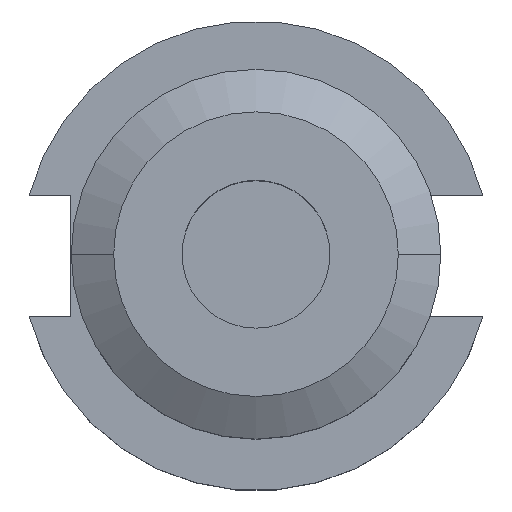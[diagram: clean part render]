
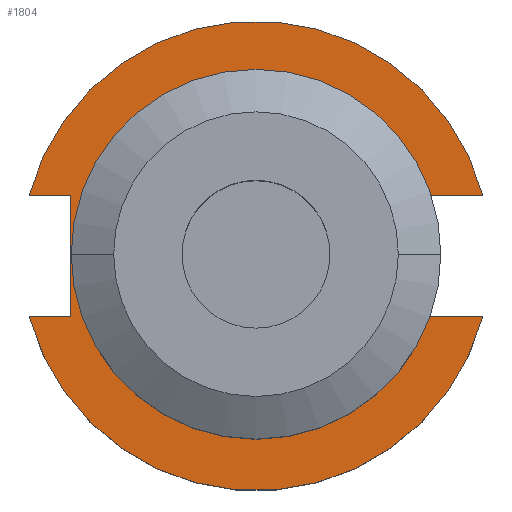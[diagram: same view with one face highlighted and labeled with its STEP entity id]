
A CAD part, top view. The second image highlights one B-rep face of the part: STEP entity #1804.
In plain terms, the highlighted planar face has unit normal (0, 0, 1).
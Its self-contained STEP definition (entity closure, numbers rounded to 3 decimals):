
#28 = CARTESIAN_POINT ( 'NONE',  ( 30.675, 8.191, 19.05 ) ) ;
#44 = EDGE_CURVE ( 'NONE', #1765, #861, #474, .T. ) ;
#57 = DIRECTION ( 'NONE',  ( 0., 0., -1. ) ) ;
#72 = DIRECTION ( 'NONE',  ( 0., 0., -1. ) ) ;
#87 = CARTESIAN_POINT ( 'NONE',  ( -25.091, -8.191, 19.05 ) ) ;
#139 = VERTEX_POINT ( 'NONE', #87 ) ;
#196 = EDGE_CURVE ( 'NONE', #489, #861, #1184, .T. ) ;
#240 = AXIS2_PLACEMENT_3D ( 'NONE', #1341, #630, #1626 ) ;
#249 = CARTESIAN_POINT ( 'NONE',  ( 30.675, -8.191, 19.05 ) ) ;
#253 = CARTESIAN_POINT ( 'NONE',  ( 0., 0., 19.05 ) ) ;
#258 = FACE_OUTER_BOUND ( 'NONE', #1003, .T. ) ;
#302 = ORIENTED_EDGE ( 'NONE', *, *, #44, .T. ) ;
#312 = VECTOR ( 'NONE', #1833, 1000. ) ;
#382 = CARTESIAN_POINT ( 'NONE',  ( 22.606, -4.373, 19.05 ) ) ;
#389 = EDGE_CURVE ( 'NONE', #489, #1108, #1667, .T. ) ;
#395 = PLANE ( 'NONE',  #1690 ) ;
#411 = ORIENTED_EDGE ( 'NONE', *, *, #529, .T. ) ;
#429 = CARTESIAN_POINT ( 'NONE',  ( -61.091, -8.191, 19.05 ) ) ;
#462 = ORIENTED_EDGE ( 'NONE', *, *, #1627, .T. ) ;
#474 = LINE ( 'NONE', #1305, #855 ) ;
#489 = VERTEX_POINT ( 'NONE', #28 ) ;
#493 = EDGE_CURVE ( 'NONE', #1108, #1082, #742, .T. ) ;
#494 = VECTOR ( 'NONE', #766, 1000. ) ;
#512 = DIRECTION ( 'NONE',  ( 0., 0., 1. ) ) ;
#520 = AXIS2_PLACEMENT_3D ( 'NONE', #1449, #57, #1605 ) ;
#526 = ORIENTED_EDGE ( 'NONE', *, *, #493, .T. ) ;
#529 = EDGE_CURVE ( 'NONE', #1082, #139, #1734, .T. ) ;
#531 = EDGE_CURVE ( 'NONE', #1695, #1765, #646, .T. ) ;
#534 = ORIENTED_EDGE ( 'NONE', *, *, #389, .T. ) ;
#585 = DIRECTION ( 'NONE',  ( 0., 1., 0. ) ) ;
#613 = EDGE_CURVE ( 'NONE', #860, #139, #947, .T. ) ;
#630 = DIRECTION ( 'NONE',  ( 0., 0., 1. ) ) ;
#633 = VERTEX_POINT ( 'NONE', #382 ) ;
#646 = CIRCLE ( 'NONE', #520, 23.025 ) ;
#668 = CARTESIAN_POINT ( 'NONE',  ( 0., 22.225, 19.05 ) ) ;
#670 = CARTESIAN_POINT ( 'NONE',  ( -25.091, 8.191, 19.05 ) ) ;
#708 = ORIENTED_EDGE ( 'NONE', *, *, #531, .T. ) ;
#735 = EDGE_CURVE ( 'NONE', #1048, #633, #1095, .T. ) ;
#742 = LINE ( 'NONE', #1480, #1832 ) ;
#744 = EDGE_CURVE ( 'NONE', #1048, #1282, #1469, .T. ) ;
#766 = DIRECTION ( 'NONE',  ( 1., 0., 0. ) ) ;
#808 = VECTOR ( 'NONE', #1728, 1000. ) ;
#846 = CARTESIAN_POINT ( 'NONE',  ( 0., -8.191, 19.05 ) ) ;
#852 = ORIENTED_EDGE ( 'NONE', *, *, #613, .F. ) ;
#855 = VECTOR ( 'NONE', #585, 1000. ) ;
#860 = VERTEX_POINT ( 'NONE', #1388 ) ;
#861 = VERTEX_POINT ( 'NONE', #1787 ) ;
#896 = CARTESIAN_POINT ( 'NONE',  ( 0., 8.191, 19.05 ) ) ;
#900 = CIRCLE ( 'NONE', #1100, 23.025 ) ;
#934 = ORIENTED_EDGE ( 'NONE', *, *, #196, .F. ) ;
#943 = CIRCLE ( 'NONE', #240, 31.75 ) ;
#947 = LINE ( 'NONE', #429, #494 ) ;
#962 = DIRECTION ( 'NONE',  ( -1., 0., 0. ) ) ;
#1003 = EDGE_LOOP ( 'NONE', ( #1722, #1015, #708, #302, #934, #534, #526, #411, #852, #462, #1822 ) ) ;
#1015 = ORIENTED_EDGE ( 'NONE', *, *, #1207, .T. ) ;
#1042 = CARTESIAN_POINT ( 'NONE',  ( -23.025, 0., 19.05 ) ) ;
#1048 = VERTEX_POINT ( 'NONE', #1278 ) ;
#1057 = VECTOR ( 'NONE', #1687, 1000. ) ;
#1082 = VERTEX_POINT ( 'NONE', #670 ) ;
#1095 = LINE ( 'NONE', #1428, #312 ) ;
#1100 = AXIS2_PLACEMENT_3D ( 'NONE', #253, #1545, #1861 ) ;
#1108 = VERTEX_POINT ( 'NONE', #1566 ) ;
#1109 = DIRECTION ( 'NONE',  ( 0., -1., 0. ) ) ;
#1184 = LINE ( 'NONE', #896, #808 ) ;
#1207 = EDGE_CURVE ( 'NONE', #633, #1695, #900, .T. ) ;
#1278 = CARTESIAN_POINT ( 'NONE',  ( 22.606, -8.191, 19.05 ) ) ;
#1282 = VERTEX_POINT ( 'NONE', #249 ) ;
#1305 = CARTESIAN_POINT ( 'NONE',  ( 22.606, 22.225, 19.05 ) ) ;
#1341 = CARTESIAN_POINT ( 'NONE',  ( 0., 0., 19.05 ) ) ;
#1343 = DIRECTION ( 'NONE',  ( 1., 0., 0. ) ) ;
#1353 = VECTOR ( 'NONE', #1109, 1000. ) ;
#1378 = CARTESIAN_POINT ( 'NONE',  ( 0., 0., 19.05 ) ) ;
#1388 = CARTESIAN_POINT ( 'NONE',  ( -30.675, -8.191, 19.05 ) ) ;
#1428 = CARTESIAN_POINT ( 'NONE',  ( 22.606, 22.225, 19.05 ) ) ;
#1449 = CARTESIAN_POINT ( 'NONE',  ( 0., 0., 19.05 ) ) ;
#1467 = CARTESIAN_POINT ( 'NONE',  ( -25.091, 8.191, 19.05 ) ) ;
#1469 = LINE ( 'NONE', #846, #1057 ) ;
#1480 = CARTESIAN_POINT ( 'NONE',  ( -61.091, 8.191, 19.05 ) ) ;
#1522 = DIRECTION ( 'NONE',  ( 1., 0., 0. ) ) ;
#1545 = DIRECTION ( 'NONE',  ( 0., 0., -1. ) ) ;
#1566 = CARTESIAN_POINT ( 'NONE',  ( -30.675, 8.191, 19.05 ) ) ;
#1605 = DIRECTION ( 'NONE',  ( -1., 0., 0. ) ) ;
#1616 = AXIS2_PLACEMENT_3D ( 'NONE', #1378, #512, #1522 ) ;
#1626 = DIRECTION ( 'NONE',  ( 1., 0., 0. ) ) ;
#1627 = EDGE_CURVE ( 'NONE', #860, #1282, #943, .T. ) ;
#1667 = CIRCLE ( 'NONE', #1616, 31.75 ) ;
#1687 = DIRECTION ( 'NONE',  ( 1., 0., 0. ) ) ;
#1690 = AXIS2_PLACEMENT_3D ( 'NONE', #668, #72, #962 ) ;
#1695 = VERTEX_POINT ( 'NONE', #1042 ) ;
#1722 = ORIENTED_EDGE ( 'NONE', *, *, #735, .T. ) ;
#1728 = DIRECTION ( 'NONE',  ( -1., 0., 0. ) ) ;
#1734 = LINE ( 'NONE', #1467, #1353 ) ;
#1765 = VERTEX_POINT ( 'NONE', #1831 ) ;
#1787 = CARTESIAN_POINT ( 'NONE',  ( 22.606, 8.191, 19.05 ) ) ;
#1804 = ADVANCED_FACE ( 'NONE', ( #258 ), #395, .F. ) ;
#1822 = ORIENTED_EDGE ( 'NONE', *, *, #744, .F. ) ;
#1831 = CARTESIAN_POINT ( 'NONE',  ( 22.606, 4.373, 19.05 ) ) ;
#1832 = VECTOR ( 'NONE', #1343, 1000. ) ;
#1833 = DIRECTION ( 'NONE',  ( 0., 1., 0. ) ) ;
#1861 = DIRECTION ( 'NONE',  ( -1., 0., 0. ) ) ;
